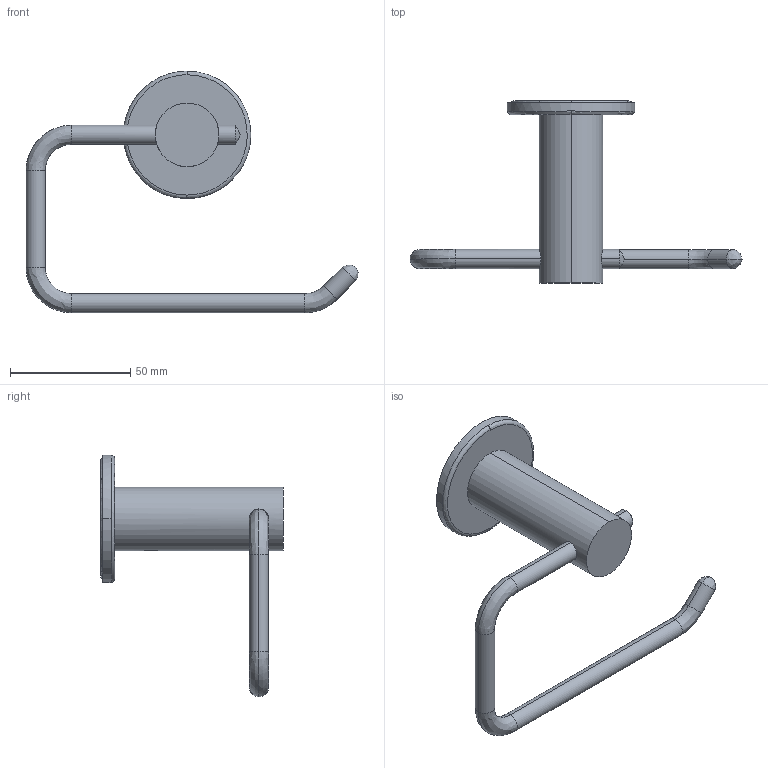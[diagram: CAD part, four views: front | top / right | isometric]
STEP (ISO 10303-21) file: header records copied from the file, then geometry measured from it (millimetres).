
FILE_DESCRIPTION (( 'STEP AP203' ), '1' );
FILE_NAME ('ASM33.stp', '2021-05-14T05:41:14', ( '' ), ( '' ), 'SwSTEP 2.0', 'SolidWorks 2021', '' );
FILE_SCHEMA (( 'CONFIG_CONTROL_DESIGN' ));
Length unit declared in the file: millimetre
Products named in the file (11): Q3P_ASM; PQ3575; PQ35000; PLSCG0525; PT1512_2; PQ3575_2; PQ35020; PQ3001; ASM33; PLSDJ0507; PT1512
Assembly tree (10 placements, depth 3):
  ASM33
    PQ3575
    PQ3575_2
    PT1512
    PT1512_2
    Q3P_ASM
      PQ35020
      PQ35000
      PLSDJ0507
    PQ3001
    PLSCG0525
Bounding box: 138.07 x 75.7 x 100.5 mm (x, y, z)
Volume: 39697.8 mm3; surface area: 37295.4 mm2
Topology: 7 solids, 9 shells, 635 faces, 1637 edges, 988 vertices
Faces by surface type: cylinder 330, bspline 173, plane 117, cone 15
Entity records: 40514 total; most frequent: CARTESIAN_POINT 25770, ORIENTED_EDGE 3184, DIRECTION 2340, EDGE_CURVE 1597, VERTEX_POINT 988, AXIS2_PLACEMENT_3D 874, EDGE_LOOP 663, ADVANCED_FACE 635
